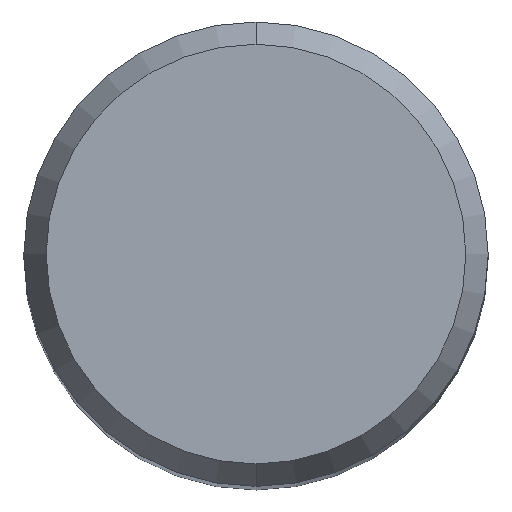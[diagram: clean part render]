
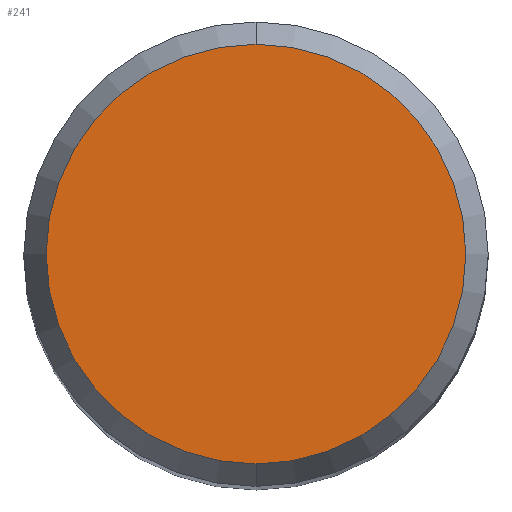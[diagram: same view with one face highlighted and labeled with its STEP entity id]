
A CAD part, top view. The second image highlights one B-rep face of the part: STEP entity #241.
In plain terms, the highlighted planar face has unit normal (0, 0, 1).
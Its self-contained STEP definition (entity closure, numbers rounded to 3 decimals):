
#217=VERTEX_POINT('',#510);
#219=EDGE_CURVE('',#289,#217,#512,.T.);
#241=ADVANCED_FACE('',(#540),#541,.T.);
#289=VERTEX_POINT('',#594);
#413=EDGE_CURVE('',#217,#289,#728,.T.);
#510=CARTESIAN_POINT('',(0.,-5.423,53.355));
#512=CIRCLE('',#880,5.423);
#540=FACE_OUTER_BOUND('',#911,.T.);
#541=PLANE('',#912);
#594=CARTESIAN_POINT('',(0.0,5.423,53.355));
#728=CIRCLE('',#1339,5.423);
#880=AXIS2_PLACEMENT_3D('',#1452,#1453,#1454);
#911=EDGE_LOOP('',(#1508,#1509));
#912=AXIS2_PLACEMENT_3D('',#1510,#1511,#1512);
#1339=AXIS2_PLACEMENT_3D('',#1698,#1699,#1700);
#1452=CARTESIAN_POINT('',(0.0,0.0,53.355));
#1453=DIRECTION('',(0.0,0.0,-1.0));
#1454=DIRECTION('',(0.0,1.0,0.0));
#1508=ORIENTED_EDGE('',*,*,#219,.F.);
#1509=ORIENTED_EDGE('',*,*,#413,.F.);
#1510=CARTESIAN_POINT('',(0.0,2.711,53.355));
#1511=DIRECTION('',(-0.0,0.0,1.0));
#1512=DIRECTION('',(0.0,-1.0,0.0));
#1698=CARTESIAN_POINT('',(0.0,0.0,53.355));
#1699=DIRECTION('',(0.0,0.0,-1.0));
#1700=DIRECTION('',(0.0,1.0,0.0));
